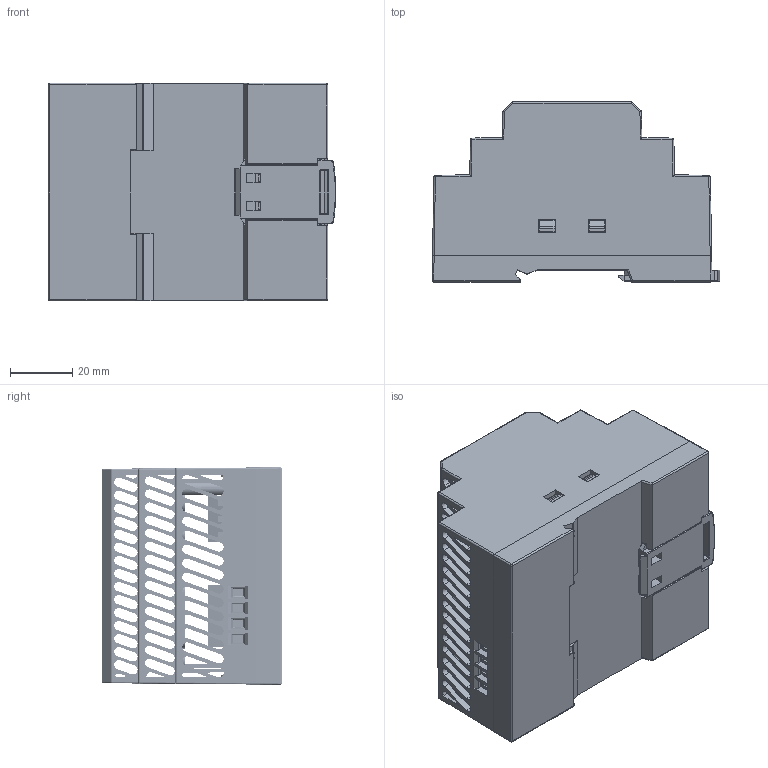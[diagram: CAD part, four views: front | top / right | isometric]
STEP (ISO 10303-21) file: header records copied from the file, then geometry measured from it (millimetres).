
FILE_DESCRIPTION((''),'2;1');
FILE_NAME('LI100-20BXXPR2','2023-01-16T',('pe203'),(''),'PRO/ENGINEER BY PARAMETRIC TECHNOLOGY CORPORATION, 2014000','PRO/ENGINEER BY PARAMETRIC TECHNOLOGY CORPORATION, 2014000','');
FILE_SCHEMA(('AUTOMOTIVE_DESIGN { 1 0 10303 214 1 1 1 1 }'));
Products named in the file (1): LI100-20BXXPR2
Bounding box: 92.64 x 58 x 70.14 mm (x, y, z)
Surface area: 76726.2 mm2 (no closed solid volume)
Topology: 0 solids, 1813 shells, 1813 faces, 11285 edges, 11198 vertices
Faces by surface type: plane 903, cylinder 709, extrusion 119, torus 33, sphere 33, bspline 12, cone 4
Entity records: 172808 total; most frequent: CARTESIAN_POINT 50662, PRESENTATION_STYLE_ASSIGNMENT 13009, STYLED_ITEM 13009, DIRECTION 11662, VERTEX_POINT 11252, ORIENTED_EDGE 11252, EDGE_CURVE 11252, CURVE_STYLE 11208
